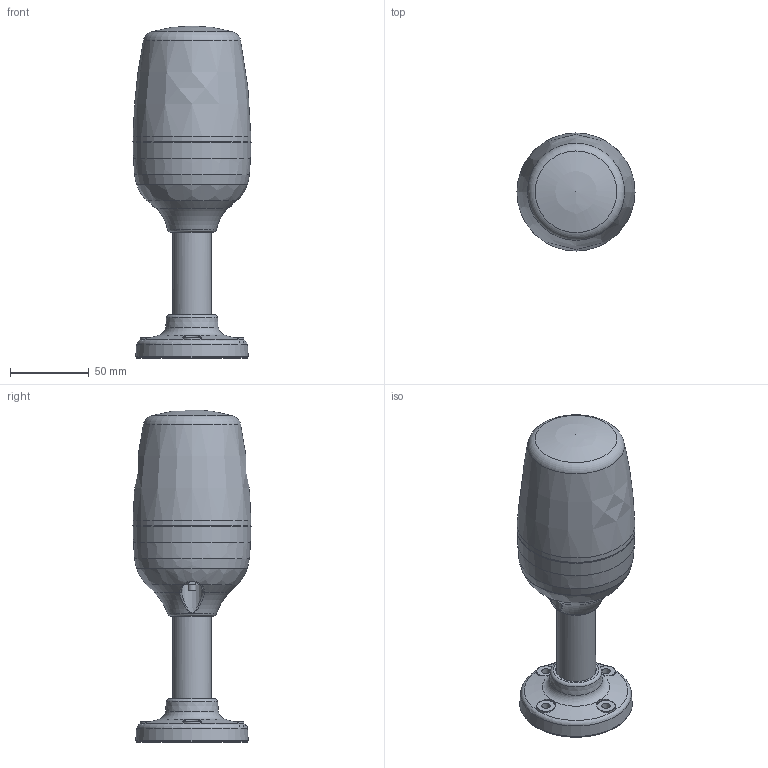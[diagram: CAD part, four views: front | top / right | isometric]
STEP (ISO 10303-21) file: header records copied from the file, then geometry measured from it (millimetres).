
FILE_DESCRIPTION(/* description */ (''),/* implementation_level */ '2;1');
FILE_NAME(/* name */ 'PCH PMR.stp',/* time_stamp */ '2015-11-03T14:21:24+01:00',/* author */ (''),/* organization */ (''),/* preprocessor_version */ 'ST-DEVELOPER v11',/* originating_system */ 'SIEMENS PLM Software NX 7.5',/* authorisation */ '');
FILE_SCHEMA (('AUTOMOTIVE_DESIGN { 1 0 10303 214 1 1 1 1 }'));
Length unit declared in the file: millimetre
Products named in the file (1): m.ne68628923
Bounding box: 75.01 x 75.01 x 211 mm (x, y, z)
Volume: 517668.9 mm3; surface area: 73768.9 mm2
Topology: 7 solids, 9 shells, 628 faces, 1447 edges, 797 vertices
Faces by surface type: bspline 235, plane 107, torus 89, cone 73, cylinder 69, sphere 55
Full cylindrical faces by diameter (mm): 4.2 x2, 5 x2, 5.8 x4, 6 x2, 7.7 x4, 11.703 x2, 21.8 x1, 24.8 x3, 34 x1, 65 x1, 66.586 x1, 70 x1, 70.4 x1, 74 x1
Entity records: 24308 total; most frequent: CARTESIAN_POINT 12569, ORIENTED_EDGE 2562, DIRECTION 2109, EDGE_CURVE 1281, AXIS2_PLACEMENT_3D 987, VERTEX_POINT 766, EDGE_LOOP 749, ADVANCED_FACE 628
